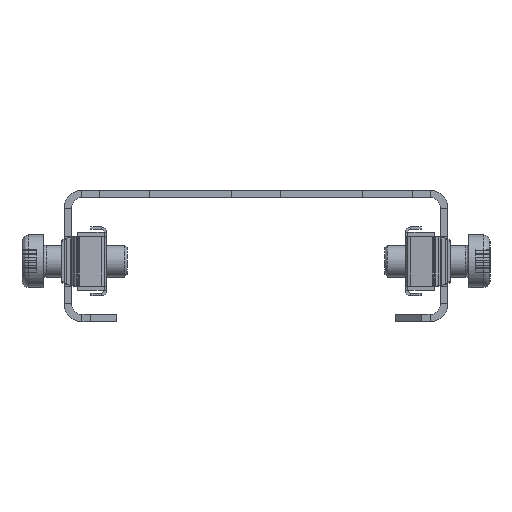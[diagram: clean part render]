
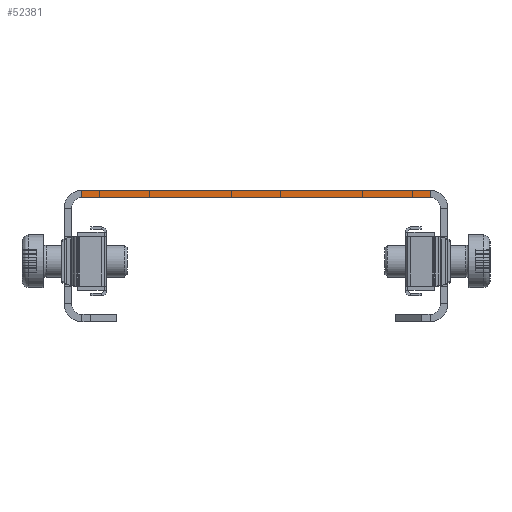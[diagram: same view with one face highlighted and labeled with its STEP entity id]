
A CAD part, left-side view. The second image highlights one B-rep face of the part: STEP entity #52381.
In plain terms, the highlighted planar face has unit normal (-1, 0, 0).
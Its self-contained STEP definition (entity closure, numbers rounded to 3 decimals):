
#716 = VERTEX_POINT ( 'NONE', #7308 ) ;
#4935 = DIRECTION ( 'NONE',  ( -1., 0., 0. ) ) ;
#7308 = CARTESIAN_POINT ( 'NONE',  ( -545.5, 33.1, 12.5 ) ) ;
#9615 = ORIENTED_EDGE ( 'NONE', *, *, #24701, .T. ) ;
#15033 = ORIENTED_EDGE ( 'NONE', *, *, #44561, .F. ) ;
#15634 = PLANE ( 'NONE',  #25373 ) ;
#15857 = LINE ( 'NONE', #17792, #31867 ) ;
#17792 = CARTESIAN_POINT ( 'NONE',  ( -545.5, 36.5, 12.5 ) ) ;
#17905 = VECTOR ( 'NONE', #63151, 1000. ) ;
#20306 = VERTEX_POINT ( 'NONE', #37187 ) ;
#21027 = VECTOR ( 'NONE', #49088, 1000. ) ;
#23326 = FACE_OUTER_BOUND ( 'NONE', #26987, .T. ) ;
#24212 = DIRECTION ( 'NONE',  ( 0., 1., 0. ) ) ;
#24701 = EDGE_CURVE ( 'NONE', #43349, #43124, #59377, .T. ) ;
#25373 = AXIS2_PLACEMENT_3D ( 'NONE', #25668, #4935, #30817 ) ;
#25613 = CARTESIAN_POINT ( 'NONE',  ( -545.5, -33.1, 12.5 ) ) ;
#25668 = CARTESIAN_POINT ( 'NONE',  ( -545.5, 35.1, 9.1 ) ) ;
#26987 = EDGE_LOOP ( 'NONE', ( #50281, #54138, #15033, #9615 ) ) ;
#30817 = DIRECTION ( 'NONE',  ( 0., 0., 1. ) ) ;
#31867 = VECTOR ( 'NONE', #43458, 1000. ) ;
#37187 = CARTESIAN_POINT ( 'NONE',  ( -545.5, 33.1, 11.1 ) ) ;
#38644 = CARTESIAN_POINT ( 'NONE',  ( -545.5, 33.1, 12.5 ) ) ;
#43072 = CARTESIAN_POINT ( 'NONE',  ( -545.5, -33.1, 11.1 ) ) ;
#43124 = VERTEX_POINT ( 'NONE', #25613 ) ;
#43349 = VERTEX_POINT ( 'NONE', #63479 ) ;
#43458 = DIRECTION ( 'NONE',  ( 0., 1., 0. ) ) ;
#44561 = EDGE_CURVE ( 'NONE', #43349, #20306, #58461, .T. ) ;
#49088 = DIRECTION ( 'NONE',  ( 0., 0., 1. ) ) ;
#50281 = ORIENTED_EDGE ( 'NONE', *, *, #55029, .T. ) ;
#52381 = ADVANCED_FACE ( 'NONE', ( #23326 ), #15634, .T. ) ;
#54138 = ORIENTED_EDGE ( 'NONE', *, *, #57458, .T. ) ;
#54822 = CARTESIAN_POINT ( 'NONE',  ( -545.5, 36.5, 11.1 ) ) ;
#55029 = EDGE_CURVE ( 'NONE', #43124, #716, #15857, .T. ) ;
#57458 = EDGE_CURVE ( 'NONE', #716, #20306, #64994, .T. ) ;
#58461 = LINE ( 'NONE', #54822, #65601 ) ;
#59377 = LINE ( 'NONE', #43072, #21027 ) ;
#63151 = DIRECTION ( 'NONE',  ( 0., 0., -1. ) ) ;
#63479 = CARTESIAN_POINT ( 'NONE',  ( -545.5, -33.1, 11.1 ) ) ;
#64994 = LINE ( 'NONE', #38644, #17905 ) ;
#65601 = VECTOR ( 'NONE', #24212, 1000. ) ;
